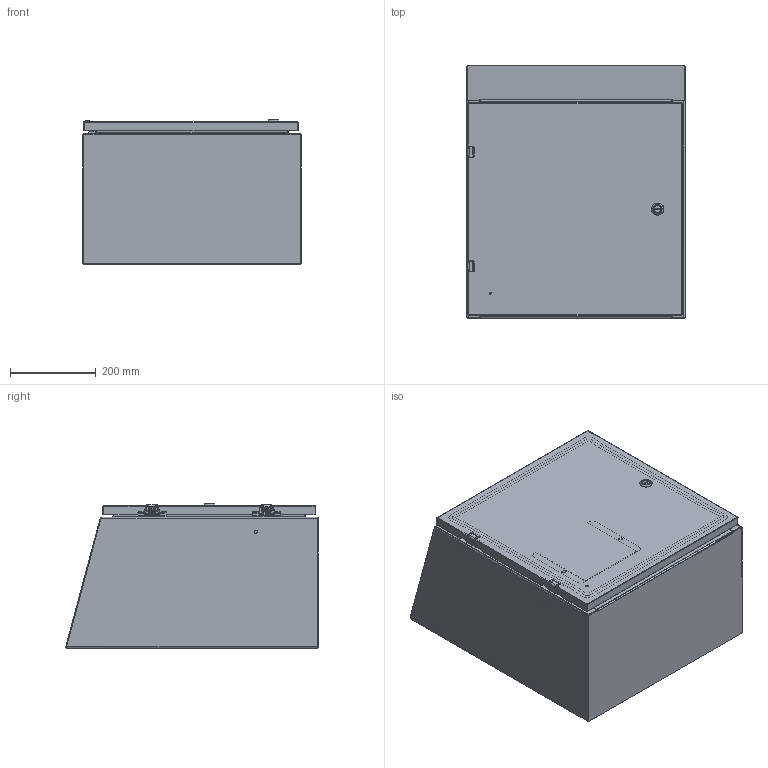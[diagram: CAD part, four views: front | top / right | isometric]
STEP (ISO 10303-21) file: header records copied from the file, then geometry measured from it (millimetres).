
FILE_DESCRIPTION (( 'STEP AP214' ), '1' );
FILE_NAME ('SCE-20EL2012SSST_REV1.STEP', '2023-08-10T15:53:58', ( '' ), ( '' ), 'SwSTEP 2.0', 'SolidWorks 2021', '' );
FILE_SCHEMA (( 'AUTOMOTIVE_DESIGN' ));
Length unit declared in the file: inch
Products named in the file (1): SCE-20EL2012SSST_REV1
Bounding box: 508 x 588.71 x 335.93 mm (x, y, z)
Volume: 3292057.7 mm3; surface area: 3205553.7 mm2
Topology: 26 solids, 26 shells, 1333 faces, 3444 edges, 2179 vertices
Faces by surface type: plane 619, cylinder 485, torus 92, bspline 85, cone 36, sphere 16
Full cylindrical faces by diameter (mm): 4.763 x2, 4.905 x1
Entity records: 45176 total; most frequent: CARTESIAN_POINT 12019, DIRECTION 6884, ORIENTED_EDGE 6850, EDGE_CURVE 3425, AXIS2_PLACEMENT_3D 2443, VERTEX_POINT 2179, VECTOR 1998, LINE 1998
